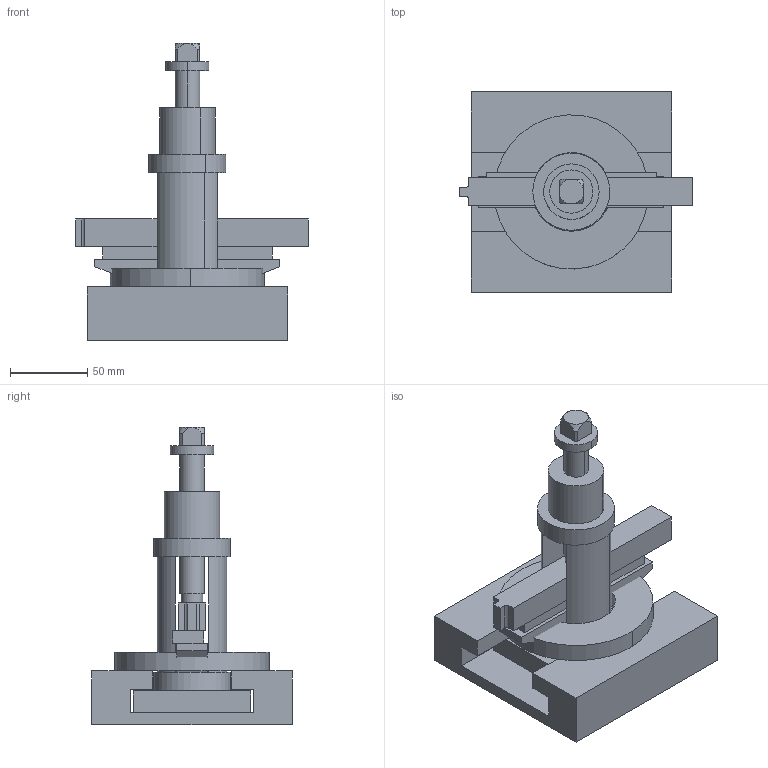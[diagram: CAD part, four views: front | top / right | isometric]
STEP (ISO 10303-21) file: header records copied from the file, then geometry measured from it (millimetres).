
FILE_DESCRIPTION(('CATIA V5 STEP Exchange'),'2;1');
FILE_NAME('Tool post.stp','2020-05-11T08:42:48+00:00',('none'),('none'),'CATIA Version 5 Release 20 GA (IN-10)','CATIA V5 STEP AP203','none');
FILE_SCHEMA(('CONFIG_CONTROL_DESIGN'));
Length unit declared in the file: millimetre
Products named in the file (1): Toolpost lathe
Assembly tree (8 placements, depth 2):
  Toolpost lathe
    #58
    #487
    #798
    #967
    #1541
    #1909
    #2660
    #2835
Bounding box: 151 x 130 x 193 mm (x, y, z)
Volume: 749446.4 mm3; surface area: 160720.6 mm2
Topology: 8 solids, 8 shells, 102 faces, 234 edges, 156 vertices
Faces by surface type: plane 65, cylinder 31, cone 6
Entity records: 2983 total; most frequent: CARTESIAN_POINT 570, ORIENTED_EDGE 468, DIRECTION 408, EDGE_CURVE 234, AXIS2_PLACEMENT_3D 166, VERTEX_POINT 156, VECTOR 148, LINE 148
